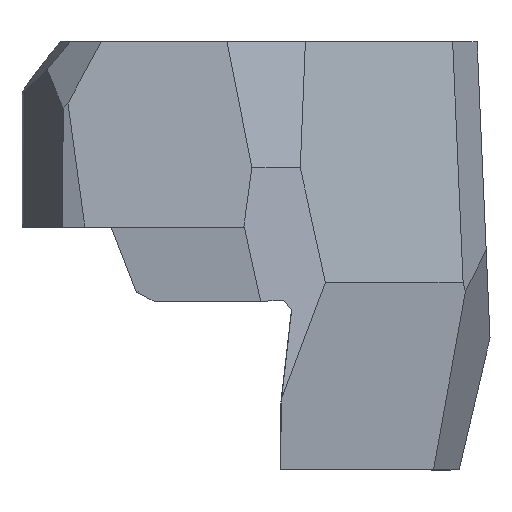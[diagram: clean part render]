
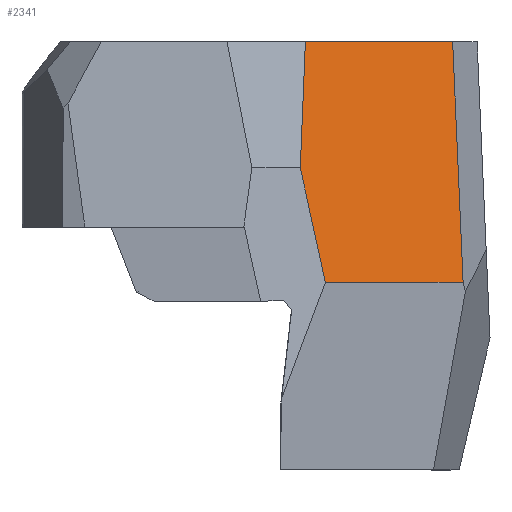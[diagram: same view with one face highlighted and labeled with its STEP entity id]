
A CAD part, top view. The second image highlights one B-rep face of the part: STEP entity #2341.
In plain terms, the highlighted planar face has unit normal (0.626, 0.07, 0.776).
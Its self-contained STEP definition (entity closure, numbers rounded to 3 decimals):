
#153=FACE_OUTER_BOUND('',#275,.T.);
#275=EDGE_LOOP('',(#1908,#1909,#1910,#1911,#1912));
#457=LINE('',#3471,#755);
#543=LINE('',#3696,#841);
#544=LINE('',#3699,#842);
#545=LINE('',#3701,#843);
#546=LINE('',#3702,#844);
#755=VECTOR('',#2805,10.);
#841=VECTOR('',#2975,1000.);
#842=VECTOR('',#2978,1000.);
#843=VECTOR('',#2979,10.);
#844=VECTOR('',#2980,1000.);
#1035=VERTEX_POINT('',#3468);
#1036=VERTEX_POINT('',#3470);
#1093=VERTEX_POINT('',#3694);
#1094=VERTEX_POINT('',#3698);
#1095=VERTEX_POINT('',#3700);
#1298=EDGE_CURVE('',#1036,#1035,#457,.T.);
#1394=EDGE_CURVE('',#1093,#1035,#543,.T.);
#1395=EDGE_CURVE('',#1094,#1093,#544,.T.);
#1396=EDGE_CURVE('',#1094,#1095,#545,.F.);
#1397=EDGE_CURVE('',#1036,#1095,#546,.T.);
#1908=ORIENTED_EDGE('',*,*,#1395,.F.);
#1909=ORIENTED_EDGE('',*,*,#1396,.T.);
#1910=ORIENTED_EDGE('',*,*,#1397,.F.);
#1911=ORIENTED_EDGE('',*,*,#1298,.T.);
#1912=ORIENTED_EDGE('',*,*,#1394,.F.);
#2230=PLANE('',#2503);
#2341=ADVANCED_FACE('',(#153),#2230,.T.);
#2503=AXIS2_PLACEMENT_3D('',#3697,#2976,#2977);
#2805=DIRECTION('',(-0.778,0.,0.628));
#2975=DIRECTION('',(0.04,0.992,-0.121));
#2976=DIRECTION('center_axis',(0.626,0.07,0.776));
#2977=DIRECTION('ref_axis',(0.778,0.,-0.628));
#2978=DIRECTION('',(-0.214,0.973,0.085));
#2979=DIRECTION('',(-0.778,0.,0.628));
#2980=DIRECTION('',(0.044,-0.998,0.054));
#3468=CARTESIAN_POINT('',(14.752,42.,128.173));
#3470=CARTESIAN_POINT('',(30.315,42.,115.616));
#3471=CARTESIAN_POINT('',(30.264,42.,115.656));
#3694=CARTESIAN_POINT('',(14.214,28.649,129.808));
#3696=CARTESIAN_POINT('',(14.148,27.021,130.007));
#3697=CARTESIAN_POINT('Origin',(30.586,26.926,116.751));
#3698=CARTESIAN_POINT('',(16.868,16.572,128.751));
#3699=CARTESIAN_POINT('',(15.987,20.579,129.101));
#3700=CARTESIAN_POINT('',(31.425,16.572,117.005));
#3701=CARTESIAN_POINT('',(30.988,16.572,117.357));
#3702=CARTESIAN_POINT('',(30.82,30.435,116.247));
